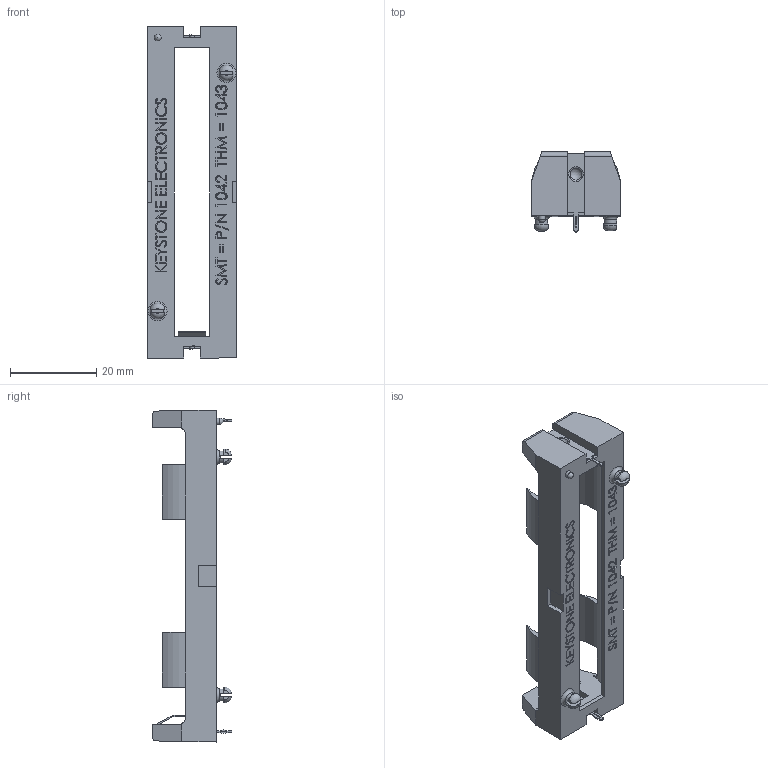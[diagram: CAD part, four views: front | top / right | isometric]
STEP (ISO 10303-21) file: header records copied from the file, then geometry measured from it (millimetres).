
FILE_DESCRIPTION (( 'STEP AP214' ), '1' );
FILE_NAME ('1043P.STEP', '2020-07-15T16:41:13', ( '' ), ( '' ), 'SwSTEP 2.0', 'SolidWorks 2013', '' );
FILE_SCHEMA (( 'AUTOMOTIVE_DESIGN' ));
Length unit declared in the file: inch
Products named in the file (1): 1043P
Bounding box: 20.65 x 18.47 x 77.05 mm (x, y, z)
Volume: 5532 mm3; surface area: 6195.6 mm2
Topology: 3 solids, 3 shells, 665 faces, 1786 edges, 1176 vertices
Faces by surface type: plane 487, bspline 132, cylinder 35, torus 8, sphere 3
Full cylindrical faces by diameter (mm): 1.575 x1, 2.921 x2
Entity records: 36721 total; most frequent: CARTESIAN_POINT 12312, ORIENTED_EDGE 3548, DIRECTION 2636, EDGE_CURVE 1774, LINE 1380, VECTOR 1380, VERTEX_POINT 1172, EDGE_LOOP 728
